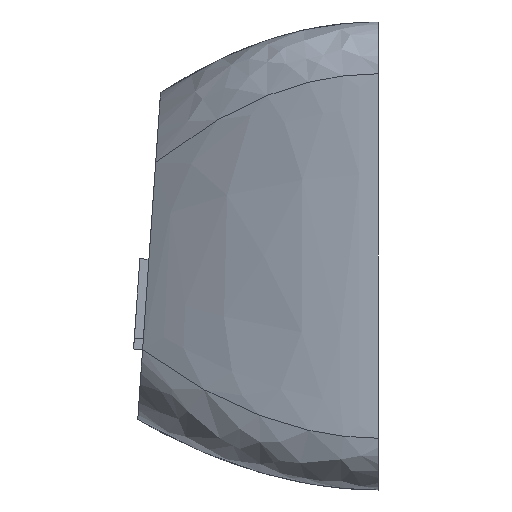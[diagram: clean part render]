
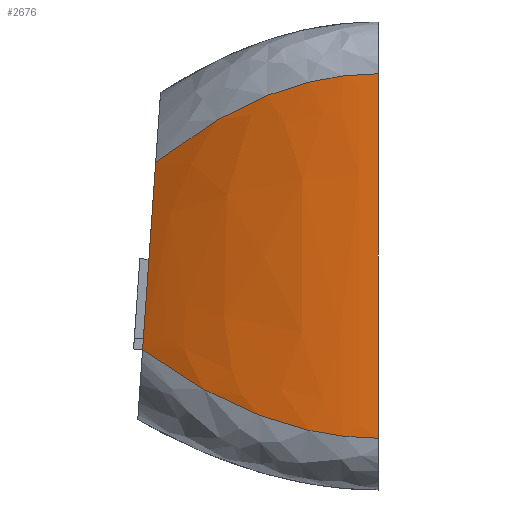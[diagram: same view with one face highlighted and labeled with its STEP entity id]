
A CAD part, left-side view. The second image highlights one B-rep face of the part: STEP entity #2676.
In plain terms, the highlighted free-form (B-spline) face has degree [3, 3] with [4, 4] control points.
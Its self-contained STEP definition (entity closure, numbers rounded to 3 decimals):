
#56=B_SPLINE_SURFACE_WITH_KNOTS('',3,3,((#3752,#3753,#3754,#3755),(#3756,
#3757,#3758,#3759),(#3760,#3761,#3762,#3763),(#3764,#3765,#3766,#3767)),
 .UNSPECIFIED.,.F.,.F.,.F.,(4,4),(4,4),(0.,1.),(0.,1.),.UNSPECIFIED.);
#92=B_SPLINE_CURVE_WITH_KNOTS('',3,(#3592,#3593,#3594,#3595),
 .UNSPECIFIED.,.F.,.F.,(4,4),(0.,1.),.UNSPECIFIED.);
#98=B_SPLINE_CURVE_WITH_KNOTS('',3,(#3747,#3748,#3749,#3750),
 .UNSPECIFIED.,.F.,.F.,(4,4),(0.,1.),.UNSPECIFIED.);
#211=FACE_OUTER_BOUND('',#356,.T.);
#356=EDGE_LOOP('',(#1821,#1822,#1823,#1824));
#543=LINE('',#3768,#830);
#544=LINE('',#3769,#831);
#830=VECTOR('',#3026,10.);
#831=VECTOR('',#3027,10.);
#1107=VERTEX_POINT('',#3583);
#1109=VERTEX_POINT('',#3590);
#1120=VERTEX_POINT('',#3744);
#1121=VERTEX_POINT('',#3746);
#1385=EDGE_CURVE('',#1107,#1109,#92,.T.);
#1402=EDGE_CURVE('',#1120,#1121,#98,.T.);
#1404=EDGE_CURVE('',#1107,#1120,#543,.T.);
#1405=EDGE_CURVE('',#1109,#1121,#544,.T.);
#1821=ORIENTED_EDGE('',*,*,#1404,.F.);
#1822=ORIENTED_EDGE('',*,*,#1385,.T.);
#1823=ORIENTED_EDGE('',*,*,#1405,.T.);
#1824=ORIENTED_EDGE('',*,*,#1402,.F.);
#2676=ADVANCED_FACE('',(#211),#56,.F.);
#3026=DIRECTION('',(0.,-0.07,0.998));
#3027=DIRECTION('',(0.,0.,1.));
#3583=CARTESIAN_POINT('',(2.7,9.12,5.431));
#3590=CARTESIAN_POINT('',(0.,0.,2.));
#3592=CARTESIAN_POINT('Ctrl Pts',(2.7,9.12,5.431));
#3593=CARTESIAN_POINT('Ctrl Pts',(0.9,6.08,3.144));
#3594=CARTESIAN_POINT('Ctrl Pts',(0.,2.956,
2.));
#3595=CARTESIAN_POINT('Ctrl Pts',(0.,0.,
2.));
#3744=CARTESIAN_POINT('',(2.7,8.614,12.669));
#3746=CARTESIAN_POINT('',(0.,0.,16.1));
#3747=CARTESIAN_POINT('Ctrl Pts',(2.7,8.614,12.669));
#3748=CARTESIAN_POINT('Ctrl Pts',(0.9,5.743,14.956));
#3749=CARTESIAN_POINT('Ctrl Pts',(0.,2.956,
16.1));
#3750=CARTESIAN_POINT('Ctrl Pts',(0.,0.,16.1));
#3752=CARTESIAN_POINT('Ctrl Pts',(2.7,9.12,5.431));
#3753=CARTESIAN_POINT('Ctrl Pts',(0.9,6.08,3.144));
#3754=CARTESIAN_POINT('Ctrl Pts',(0.,2.956,
2.));
#3755=CARTESIAN_POINT('Ctrl Pts',(0.,0.,2.));
#3756=CARTESIAN_POINT('Ctrl Pts',(2.7,9.022,6.841));
#3757=CARTESIAN_POINT('Ctrl Pts',(0.939,6.014,4.776));
#3758=CARTESIAN_POINT('Ctrl Pts',(0.,2.956,
3.047));
#3759=CARTESIAN_POINT('Ctrl Pts',(0.,0.,
3.047));
#3760=CARTESIAN_POINT('Ctrl Pts',(2.7,8.713,11.259));
#3761=CARTESIAN_POINT('Ctrl Pts',(0.939,5.808,13.324));
#3762=CARTESIAN_POINT('Ctrl Pts',(0.,2.956,
15.053));
#3763=CARTESIAN_POINT('Ctrl Pts',(0.,0.,
15.053));
#3764=CARTESIAN_POINT('Ctrl Pts',(2.7,8.614,12.669));
#3765=CARTESIAN_POINT('Ctrl Pts',(0.9,5.743,14.956));
#3766=CARTESIAN_POINT('Ctrl Pts',(0.,2.956,
16.1));
#3767=CARTESIAN_POINT('Ctrl Pts',(0.,0.,
16.1));
#3768=CARTESIAN_POINT('',(2.7,9.12,5.431));
#3769=CARTESIAN_POINT('',(0.,0.,2.));
